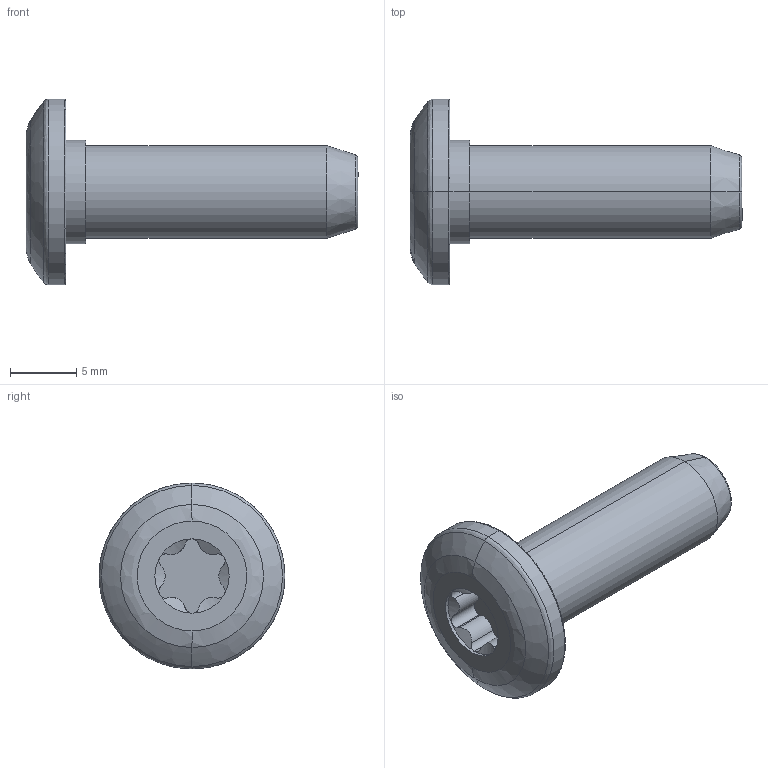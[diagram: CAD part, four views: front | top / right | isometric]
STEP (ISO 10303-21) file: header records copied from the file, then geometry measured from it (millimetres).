
FILE_DESCRIPTION (( 'STEP AP203' ), '1' );
FILE_NAME ('282311901_c_1.STEP', '2022-12-05T02:55:27', ( '' ), ( '' ), 'SwSTEP 2.0', 'SolidWorks 2014', '' );
FILE_SCHEMA (( 'CONFIG_CONTROL_DESIGN' ));
Length unit declared in the file: millimetre
Products named in the file (1): 282311901_c_1
Bounding box: 25 x 14 x 14 mm (x, y, z)
Volume: 1190.4 mm3; surface area: 903.2 mm2
Topology: 1 solids, 1 shells, 48 faces, 108 edges, 65 vertices
Faces by surface type: cylinder 25, bspline 8, cone 8, plane 5, torus 2
Entity records: 1584 total; most frequent: CARTESIAN_POINT 486, ORIENTED_EDGE 216, DIRECTION 215, EDGE_CURVE 108, AXIS2_PLACEMENT_3D 94, VERTEX_POINT 65, CIRCLE 53, EDGE_LOOP 51
